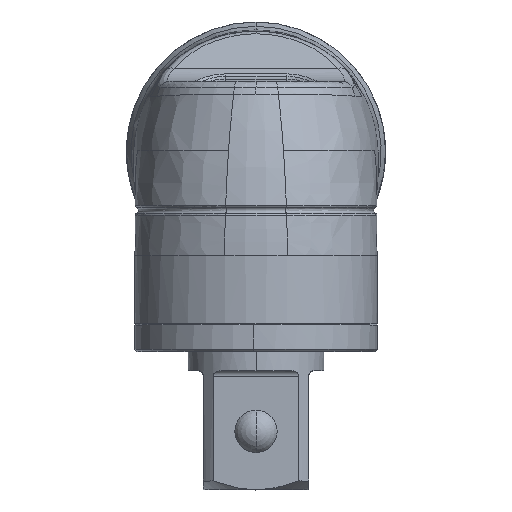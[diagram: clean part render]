
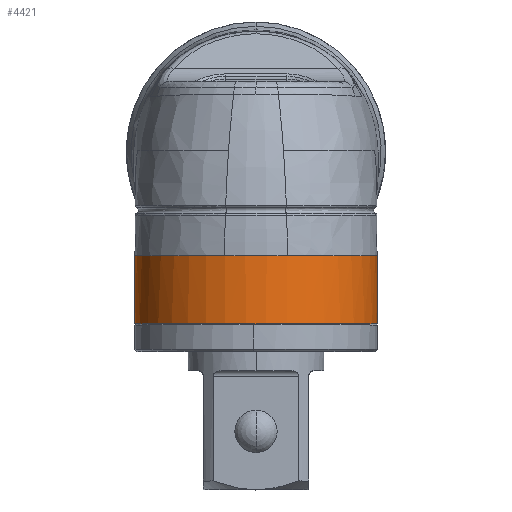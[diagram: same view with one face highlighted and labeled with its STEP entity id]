
A CAD part, top view. The second image highlights one B-rep face of the part: STEP entity #4421.
In plain terms, the highlighted cylindrical face has radius 11 mm (diameter 22 mm), a partial arc.
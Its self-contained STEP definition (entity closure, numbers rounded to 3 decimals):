
#97=CARTESIAN_POINT('',(0.,-15.7,0.));
#98=DIRECTION('',(0.,-1.,0.));
#99=DIRECTION('',(0.326,0.,-0.945));
#100=AXIS2_PLACEMENT_3D('',#97,#98,#99);
#102=DIRECTION('',(0.,1.,0.));
#103=VECTOR('',#102,3.394);
#104=CARTESIAN_POINT('',(-3.583,-15.7,-10.4));
#105=LINE('',#104,#103);
#106=CARTESIAN_POINT('',(0.,-9.525,0.));
#107=DIRECTION('',(0.,1.,0.));
#108=DIRECTION('',(-0.259,0.,0.966));
#109=AXIS2_PLACEMENT_3D('',#106,#107,#108);
#111=DIRECTION('',(0.,1.,0.));
#112=VECTOR('',#111,3.394);
#113=CARTESIAN_POINT('',(3.583,-15.7,-10.4));
#114=LINE('',#113,#112);
#707=CARTESIAN_POINT('',(3.583,-12.306,-10.4));
#714=CARTESIAN_POINT('',(10.898,-9.525,-1.494));
#715=CARTESIAN_POINT('',(10.726,-9.745,-2.747));
#716=CARTESIAN_POINT('',(10.137,-10.199,-4.602));
#717=CARTESIAN_POINT('',(8.724,-10.885,-6.792));
#718=CARTESIAN_POINT('',(6.932,-11.571,-8.716));
#719=CARTESIAN_POINT('',(5.09,-12.055,-9.85));
#720=CARTESIAN_POINT('',(3.71,-12.285,-10.356));
#721=CARTESIAN_POINT('',(3.583,-12.306,-10.4));
#1034=CARTESIAN_POINT('',(-10.898,-9.525,
-1.494));
#1035=CARTESIAN_POINT('',(-10.726,-9.745,
-2.747));
#1036=CARTESIAN_POINT('',(-10.137,-10.199,
-4.602));
#1037=CARTESIAN_POINT('',(-8.724,-10.885,
-6.792));
#1038=CARTESIAN_POINT('',(-6.932,-11.571,
-8.716));
#1039=CARTESIAN_POINT('',(-5.09,-12.055,
-9.85));
#1040=CARTESIAN_POINT('',(-3.71,-12.285,
-10.356));
#1041=CARTESIAN_POINT('',(-3.583,-12.306,
-10.4));
#1048=CARTESIAN_POINT('',(-3.583,-12.306,
-10.4));
#1429=CARTESIAN_POINT('',(0.,-9.525,0.));
#1430=DIRECTION('',(0.,1.,0.));
#1431=DIRECTION('',(0.259,0.,0.966));
#1432=AXIS2_PLACEMENT_3D('',#1429,#1430,#1431);
#1541=CARTESIAN_POINT('',(0.,-9.525,0.));
#1542=DIRECTION('',(0.,-1.,0.));
#1543=DIRECTION('',(-0.259,0.,0.966));
#1544=AXIS2_PLACEMENT_3D('',#1541,#1542,#1543);
#3918=CARTESIAN_POINT('',(2.847,-9.525,10.625));
#3919=CARTESIAN_POINT('',(10.898,-9.525,
-1.494));
#3920=VERTEX_POINT('',#3918);
#3921=VERTEX_POINT('',#3919);
#3929=CARTESIAN_POINT('',(-2.847,-9.525,
10.625));
#3930=CARTESIAN_POINT('',(-10.898,-9.525,
-1.494));
#3931=VERTEX_POINT('',#3929);
#3932=VERTEX_POINT('',#3930);
#3985=VERTEX_POINT('',#707);
#3988=VERTEX_POINT('',#1048);
#4307=CARTESIAN_POINT('',(3.583,-15.7,-10.4));
#4308=CARTESIAN_POINT('',(-3.583,-15.7,-10.4));
#4309=VERTEX_POINT('',#4307);
#4310=VERTEX_POINT('',#4308);
#4399=CARTESIAN_POINT('',(0.,-18.544,0.));
#4400=DIRECTION('',(0.,1.,0.));
#4401=DIRECTION('',(0.02,0.,-1.));
#4402=AXIS2_PLACEMENT_3D('',#4399,#4400,#4401);
#4403=CYLINDRICAL_SURFACE('',#4402,11.);
#4404=ORIENTED_EDGE('',*,*,#4332,.T.);
#4406=ORIENTED_EDGE('',*,*,#4405,.T.);
#4408=ORIENTED_EDGE('',*,*,#4407,.F.);
#4410=ORIENTED_EDGE('',*,*,#4409,.F.);
#4412=ORIENTED_EDGE('',*,*,#4411,.T.);
#4414=ORIENTED_EDGE('',*,*,#4413,.T.);
#4416=ORIENTED_EDGE('',*,*,#4415,.T.);
#4418=ORIENTED_EDGE('',*,*,#4417,.F.);
#4419=EDGE_LOOP('',(#4404,#4406,#4408,#4410,#4412,#4414,#4416,#4418));
#4420=FACE_OUTER_BOUND('',#4419,.F.);
#4421=ADVANCED_FACE('',(#4420),#4403,.T.);
#101=CIRCLE('',#100,11.);
#110=CIRCLE('',#109,11.);
#722=B_SPLINE_CURVE_WITH_KNOTS('',3,(#714,#715,#716,#717,#718,#719,#720,#721),
.UNSPECIFIED.,.F.,.F.,(4,1,1,1,1,4),(0.,0.323,0.484,
0.645,0.968,1.),.UNSPECIFIED.);
#1042=B_SPLINE_CURVE_WITH_KNOTS('',3,(#1034,#1035,#1036,#1037,#1038,#1039,#1040,
#1041),.UNSPECIFIED.,.F.,.F.,(4,1,1,1,1,4),(0.,0.323,
0.484,0.645,0.968,1.),.UNSPECIFIED.);
#1433=CIRCLE('',#1432,11.);
#1545=CIRCLE('',#1544,11.);
#4332=EDGE_CURVE('',#4309,#4310,#101,.T.);
#4405=EDGE_CURVE('',#4310,#3988,#105,.T.);
#4407=EDGE_CURVE('',#3932,#3988,#1042,.T.);
#4409=EDGE_CURVE('',#3931,#3932,#1545,.T.);
#4411=EDGE_CURVE('',#3931,#3920,#110,.T.);
#4413=EDGE_CURVE('',#3920,#3921,#1433,.T.);
#4415=EDGE_CURVE('',#3921,#3985,#722,.T.);
#4417=EDGE_CURVE('',#4309,#3985,#114,.T.);
